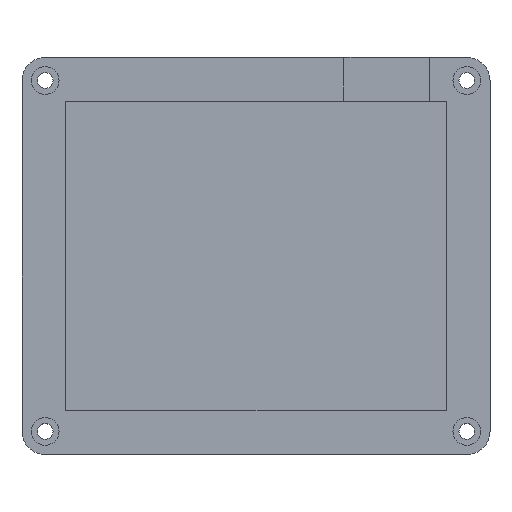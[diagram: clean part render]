
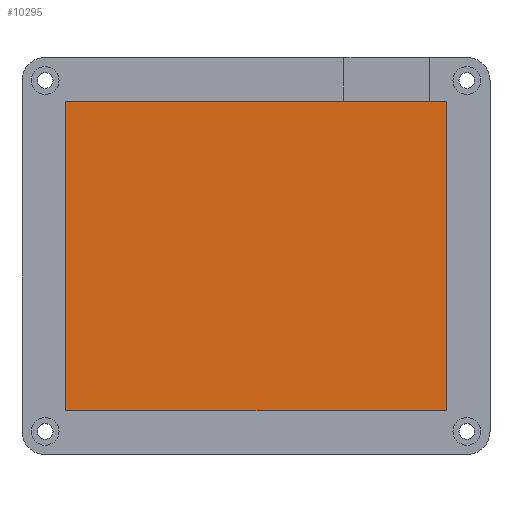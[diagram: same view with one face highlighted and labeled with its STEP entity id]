
A CAD part, top view. The second image highlights one B-rep face of the part: STEP entity #10295.
In plain terms, the highlighted planar face has unit normal (0, 0, 1).
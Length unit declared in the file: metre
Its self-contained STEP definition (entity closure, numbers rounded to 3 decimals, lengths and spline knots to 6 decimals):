
#276=LINE('',#16129,#1077);
#281=LINE('',#16139,#1082);
#284=LINE('',#16144,#1085);
#286=LINE('',#16160,#1087);
#1077=VECTOR('',#12665,1.);
#1082=VECTOR('',#12672,1.);
#1085=VECTOR('',#12677,1.);
#1087=VECTOR('',#12697,1.);
#2008=PLANE('',#11214);
#2736=ORIENTED_EDGE('',*,*,#5959,.F.);
#2737=ORIENTED_EDGE('',*,*,#5954,.T.);
#2738=ORIENTED_EDGE('',*,*,#5968,.T.);
#2739=ORIENTED_EDGE('',*,*,#5962,.F.);
#5954=EDGE_CURVE('',#7585,#7586,#276,.T.);
#5959=EDGE_CURVE('',#7585,#7589,#281,.T.);
#5962=EDGE_CURVE('',#7589,#7590,#284,.T.);
#5968=EDGE_CURVE('',#7586,#7590,#286,.T.);
#7585=VERTEX_POINT('',#16130);
#7586=VERTEX_POINT('',#16131);
#7589=VERTEX_POINT('',#16140);
#7590=VERTEX_POINT('',#16145);
#8791=EDGE_LOOP('',(#2736,#2737,#2738,#2739));
#9412=FACE_BOUND('',#8791,.T.);
#10295=ADVANCED_FACE('',(#9412),#2008,.T.);
#11214=AXIS2_PLACEMENT_3D('',#16172,#12713,#12714);
#12665=DIRECTION('',(0.,-1.,0.));
#12672=DIRECTION('',(1.,0.,0.));
#12677=DIRECTION('',(0.,-1.,0.));
#12697=DIRECTION('',(1.,0.,0.));
#12713=DIRECTION('',(0.,0.,1.));
#12714=DIRECTION('',(1.,0.,0.));
#16129=CARTESIAN_POINT('',(-0.046784,-0.022341,0.003));
#16130=CARTESIAN_POINT('',(-0.046784,0.011059,0.003));
#16131=CARTESIAN_POINT('',(-0.046784,-0.055741,0.003));
#16139=CARTESIAN_POINT('',(-0.005734,0.011059,0.003));
#16140=CARTESIAN_POINT('',(0.035316,0.011059,0.003));
#16144=CARTESIAN_POINT('',(0.035316,-0.022341,0.003));
#16145=CARTESIAN_POINT('',(0.035316,-0.055741,0.003));
#16160=CARTESIAN_POINT('',(-0.005734,-0.055741,0.003));
#16172=CARTESIAN_POINT('',(-0.005734,-0.022341,0.003));
